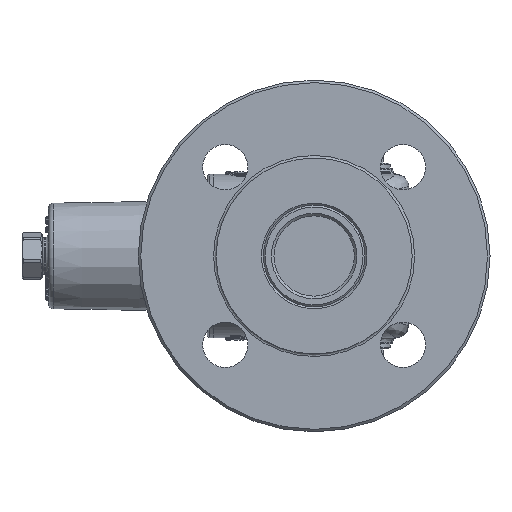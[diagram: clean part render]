
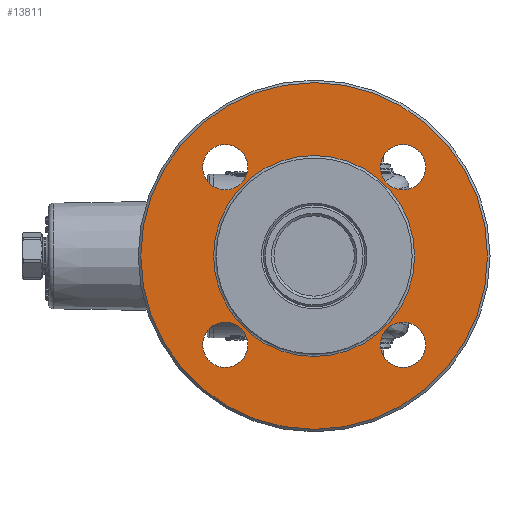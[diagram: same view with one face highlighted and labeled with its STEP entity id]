
A CAD part, left-side view. The second image highlights one B-rep face of the part: STEP entity #13811.
In plain terms, the highlighted planar face has unit normal (-1, 0, 0).
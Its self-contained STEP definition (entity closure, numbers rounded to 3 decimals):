
#204=FACE_BOUND('',#2910,.T.);
#205=FACE_BOUND('',#2911,.T.);
#206=FACE_BOUND('',#2912,.T.);
#207=FACE_BOUND('',#2913,.T.);
#208=FACE_BOUND('',#2914,.T.);
#1092=CIRCLE('',#14683,40.);
#1093=CIRCLE('',#14685,9.);
#1095=CIRCLE('',#14688,9.);
#1097=CIRCLE('',#14691,9.);
#1099=CIRCLE('',#14694,9.);
#1103=CIRCLE('',#14701,69.);
#2024=FACE_OUTER_BOUND('',#2909,.T.);
#2909=EDGE_LOOP('',(#11957));
#2910=EDGE_LOOP('',(#11958));
#2911=EDGE_LOOP('',(#11959));
#2912=EDGE_LOOP('',(#11960));
#2913=EDGE_LOOP('',(#11961));
#2914=EDGE_LOOP('',(#11962));
#6081=VERTEX_POINT('',#38967);
#6082=VERTEX_POINT('',#38970);
#6084=VERTEX_POINT('',#38975);
#6086=VERTEX_POINT('',#38980);
#6088=VERTEX_POINT('',#38985);
#6092=VERTEX_POINT('',#38996);
#8053=EDGE_CURVE('',#6081,#6081,#1092,.T.);
#8054=EDGE_CURVE('',#6082,#6082,#1093,.T.);
#8056=EDGE_CURVE('',#6084,#6084,#1095,.T.);
#8058=EDGE_CURVE('',#6086,#6086,#1097,.T.);
#8060=EDGE_CURVE('',#6088,#6088,#1099,.T.);
#8064=EDGE_CURVE('',#6092,#6092,#1103,.T.);
#11957=ORIENTED_EDGE('',*,*,#8064,.F.);
#11958=ORIENTED_EDGE('',*,*,#8053,.F.);
#11959=ORIENTED_EDGE('',*,*,#8054,.T.);
#11960=ORIENTED_EDGE('',*,*,#8056,.T.);
#11961=ORIENTED_EDGE('',*,*,#8058,.T.);
#11962=ORIENTED_EDGE('',*,*,#8060,.T.);
#12219=PLANE('',#14700);
#13811=ADVANCED_FACE('',(#2024,#204,#205,#206,#207,#208),#12219,.T.);
#14683=AXIS2_PLACEMENT_3D('',#38968,#16803,#16804);
#14685=AXIS2_PLACEMENT_3D('',#38971,#16807,#16808);
#14688=AXIS2_PLACEMENT_3D('',#38976,#16813,#16814);
#14691=AXIS2_PLACEMENT_3D('',#38981,#16819,#16820);
#14694=AXIS2_PLACEMENT_3D('',#38986,#16825,#16826);
#14700=AXIS2_PLACEMENT_3D('',#38995,#16837,#16838);
#14701=AXIS2_PLACEMENT_3D('',#38997,#16839,#16840);
#16803=DIRECTION('center_axis',(-1.,0.,0.));
#16804=DIRECTION('ref_axis',(0.,0.,1.));
#16807=DIRECTION('center_axis',(1.,0.,0.));
#16808=DIRECTION('ref_axis',(0.,0.,1.));
#16813=DIRECTION('center_axis',(1.,0.,0.));
#16814=DIRECTION('ref_axis',(0.,1.,0.));
#16819=DIRECTION('center_axis',(1.,0.,0.));
#16820=DIRECTION('ref_axis',(0.,-1.,0.));
#16825=DIRECTION('center_axis',(1.,0.,0.));
#16826=DIRECTION('ref_axis',(0.,0.,
-1.));
#16837=DIRECTION('center_axis',(-1.,0.,0.));
#16838=DIRECTION('ref_axis',(0.,0.,1.));
#16839=DIRECTION('center_axis',(1.,0.,0.));
#16840=DIRECTION('ref_axis',(0.,0.,1.));
#38967=CARTESIAN_POINT('',(-88.,0.,-40.));
#38968=CARTESIAN_POINT('Origin',(-88.,0.,
0.));
#38970=CARTESIAN_POINT('',(-88.,-35.355,-44.355));
#38971=CARTESIAN_POINT('Origin',(-88.,-35.355,-35.355));
#38975=CARTESIAN_POINT('',(-88.,-44.355,35.355));
#38976=CARTESIAN_POINT('Origin',(-88.,-35.355,35.355));
#38980=CARTESIAN_POINT('',(-88.,44.355,-35.355));
#38981=CARTESIAN_POINT('Origin',(-88.,35.355,-35.355));
#38985=CARTESIAN_POINT('',(-88.,35.355,44.355));
#38986=CARTESIAN_POINT('Origin',(-88.,35.355,35.355));
#38995=CARTESIAN_POINT('Origin',(-88.,0.,
0.));
#38996=CARTESIAN_POINT('',(-88.,0.,-69.));
#38997=CARTESIAN_POINT('Origin',(-88.,0.,
0.));
